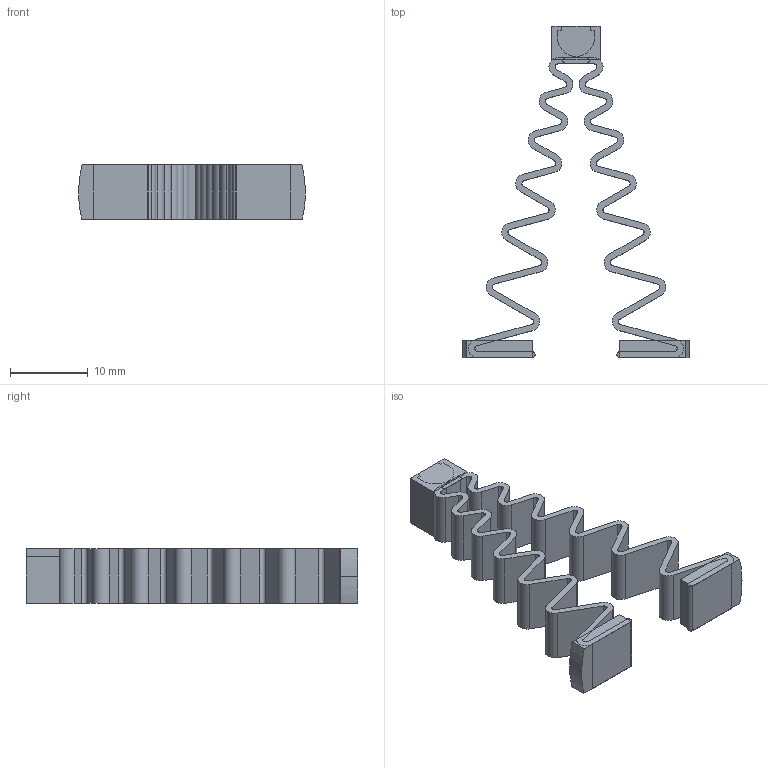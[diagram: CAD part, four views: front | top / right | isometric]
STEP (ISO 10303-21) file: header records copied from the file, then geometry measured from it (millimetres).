
FILE_DESCRIPTION(('FreeCAD Model'),'2;1');
FILE_NAME('Open CASCADE Shape Model','2024-10-19T19:11:36',(''),(''), 'Open CASCADE STEP processor 7.6','FreeCAD','Unknown');
FILE_SCHEMA(('AUTOMOTIVE_DESIGN { 1 0 10303 214 1 1 1 1 }'));
Length unit declared in the file: millimetre
Products named in the file (4): Modul_drazice_spring_50; Compound (Mirror #1); Body; Compound
Assembly tree (3 placements, depth 2):
  Modul_drazice_spring_50
    Compound (Mirror #1)
    Body
    Compound
Bounding box: 29.1 x 42.61 x 7 mm (x, y, z)
Volume: 1342.8 mm3; surface area: 3368.7 mm2
Topology: 5 solids, 5 shells, 152 faces, 428 edges, 286 vertices
Faces by surface type: plane 91, cylinder 61
Entity records: 5037 total; most frequent: CARTESIAN_POINT 870, DIRECTION 863, ORIENTED_EDGE 856, EDGE_CURVE 428, LINE 305, VECTOR 305, VERTEX_POINT 286, AXIS2_PLACEMENT_3D 279
